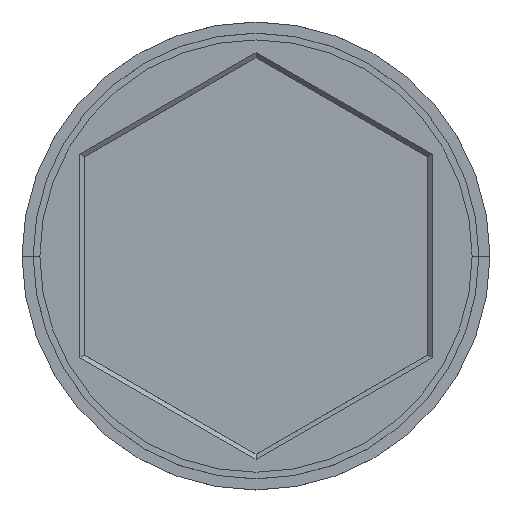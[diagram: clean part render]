
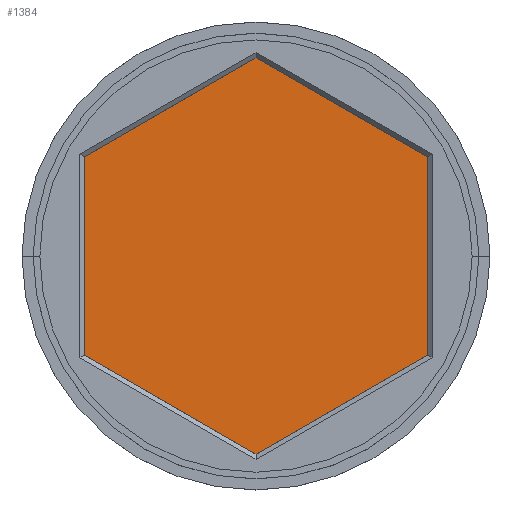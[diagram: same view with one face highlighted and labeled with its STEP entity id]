
A CAD part, top view. The second image highlights one B-rep face of the part: STEP entity #1384.
In plain terms, the highlighted planar face has unit normal (0, 0, 1).
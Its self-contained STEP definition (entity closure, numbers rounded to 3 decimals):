
#95 = DIRECTION ( 'NONE',  ( -0.866, 0.5, 0. ) ) ;
#121 = DIRECTION ( 'NONE',  ( 0., 0., 1. ) ) ;
#125 = EDGE_CURVE ( 'NONE', #406, #1102, #1134, .T. ) ;
#149 = VERTEX_POINT ( 'NONE', #1141 ) ;
#153 = DIRECTION ( 'NONE',  ( -0.866, -0.5, 0. ) ) ;
#190 = CARTESIAN_POINT ( 'NONE',  ( 7.7, -4.446, -2. ) ) ;
#215 = VECTOR ( 'NONE', #826, 1000. ) ;
#236 = VECTOR ( 'NONE', #876, 1000. ) ;
#238 = DIRECTION ( 'NONE',  ( 1., 0., 0. ) ) ;
#275 = VERTEX_POINT ( 'NONE', #965 ) ;
#304 = CARTESIAN_POINT ( 'NONE',  ( -7.7, 4.446, -2. ) ) ;
#361 = CARTESIAN_POINT ( 'NONE',  ( 0., 0., -2. ) ) ;
#382 = ORIENTED_EDGE ( 'NONE', *, *, #481, .T. ) ;
#392 = EDGE_CURVE ( 'NONE', #507, #761, #981, .T. ) ;
#395 = VECTOR ( 'NONE', #153, 1000. ) ;
#406 = VERTEX_POINT ( 'NONE', #304 ) ;
#413 = CARTESIAN_POINT ( 'NONE',  ( -7.7, -4.446, -2. ) ) ;
#421 = ORIENTED_EDGE ( 'NONE', *, *, #392, .T. ) ;
#424 = VECTOR ( 'NONE', #770, 1000. ) ;
#481 = EDGE_CURVE ( 'NONE', #761, #275, #570, .T. ) ;
#483 = CARTESIAN_POINT ( 'NONE',  ( 0., -8.891, -2. ) ) ;
#507 = VERTEX_POINT ( 'NONE', #190 ) ;
#570 = LINE ( 'NONE', #1497, #1456 ) ;
#581 = LINE ( 'NONE', #483, #215 ) ;
#614 = EDGE_LOOP ( 'NONE', ( #382, #1279, #663, #695, #802, #421 ) ) ;
#663 = ORIENTED_EDGE ( 'NONE', *, *, #125, .T. ) ;
#695 = ORIENTED_EDGE ( 'NONE', *, *, #1178, .T. ) ;
#734 = FACE_OUTER_BOUND ( 'NONE', #614, .T. ) ;
#761 = VERTEX_POINT ( 'NONE', #1454 ) ;
#770 = DIRECTION ( 'NONE',  ( 0., 1., 0. ) ) ;
#802 = ORIENTED_EDGE ( 'NONE', *, *, #815, .T. ) ;
#815 = EDGE_CURVE ( 'NONE', #149, #507, #581, .T. ) ;
#826 = DIRECTION ( 'NONE',  ( 0.866, 0.5, 0. ) ) ;
#834 = AXIS2_PLACEMENT_3D ( 'NONE', #361, #121, #238 ) ;
#837 = CARTESIAN_POINT ( 'NONE',  ( 0., 8.891, -2. ) ) ;
#876 = DIRECTION ( 'NONE',  ( 0.866, -0.5, 0. ) ) ;
#891 = CARTESIAN_POINT ( 'NONE',  ( 7.7, -4.446, -2. ) ) ;
#965 = CARTESIAN_POINT ( 'NONE',  ( 0., 8.891, -2. ) ) ;
#981 = LINE ( 'NONE', #891, #424 ) ;
#1038 = DIRECTION ( 'NONE',  ( 0., -1., 0. ) ) ;
#1102 = VERTEX_POINT ( 'NONE', #1451 ) ;
#1134 = LINE ( 'NONE', #1264, #1307 ) ;
#1141 = CARTESIAN_POINT ( 'NONE',  ( 0., -8.891, -2. ) ) ;
#1178 = EDGE_CURVE ( 'NONE', #1102, #149, #1488, .T. ) ;
#1259 = EDGE_CURVE ( 'NONE', #275, #406, #1509, .T. ) ;
#1264 = CARTESIAN_POINT ( 'NONE',  ( -7.7, 4.446, -2. ) ) ;
#1279 = ORIENTED_EDGE ( 'NONE', *, *, #1259, .T. ) ;
#1307 = VECTOR ( 'NONE', #1038, 1000. ) ;
#1384 = ADVANCED_FACE ( 'NONE', ( #734 ), #1421, .T. ) ;
#1421 = PLANE ( 'NONE',  #834 ) ;
#1451 = CARTESIAN_POINT ( 'NONE',  ( -7.7, -4.446, -2. ) ) ;
#1454 = CARTESIAN_POINT ( 'NONE',  ( 7.7, 4.446, -2. ) ) ;
#1456 = VECTOR ( 'NONE', #95, 1000. ) ;
#1488 = LINE ( 'NONE', #413, #236 ) ;
#1497 = CARTESIAN_POINT ( 'NONE',  ( 7.7, 4.446, -2. ) ) ;
#1509 = LINE ( 'NONE', #837, #395 ) ;
